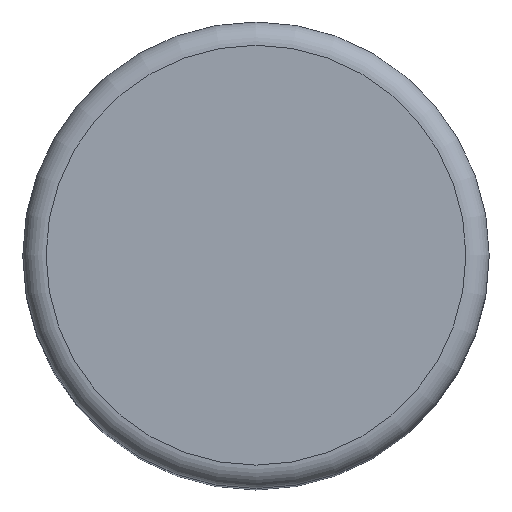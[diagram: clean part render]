
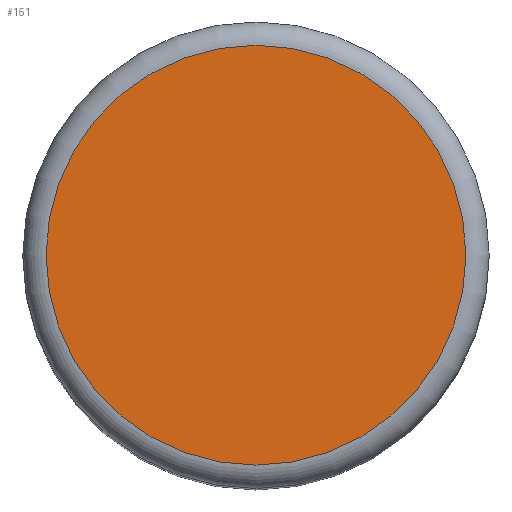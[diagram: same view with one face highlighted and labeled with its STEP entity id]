
A CAD part, top view. The second image highlights one B-rep face of the part: STEP entity #151.
In plain terms, the highlighted planar face has unit normal (0, 0, 1).
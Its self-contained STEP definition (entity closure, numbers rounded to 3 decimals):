
#13=DIRECTION('',(0.,0.,1.));
#27=DIRECTION('',(1.,0.,0.));
#30=DIRECTION('',(0.,0.,-1.));
#31=DIRECTION('',(-1.,0.,0.));
#138=VERTEX_POINT('',#139);
#139=CARTESIAN_POINT('',(7.,0.,19.6));
#145=ORIENTED_EDGE('',*,*,#146,.F.);
#146=EDGE_CURVE('',#138,#138,#147,.T.);
#147=CIRCLE('',#148,4.5);
#148=AXIS2_PLACEMENT_3D('',#149,#13,#27);
#149=CARTESIAN_POINT('',(2.5,0.,19.6));
#151=ADVANCED_FACE('',(#152),#154,.F.);
#152=FACE_BOUND('',#153,.F.);
#153=EDGE_LOOP('',(#145));
#154=PLANE('',#155);
#155=AXIS2_PLACEMENT_3D('',#156,#30,#31);
#156=CARTESIAN_POINT('',(7.5,0.,19.6));
